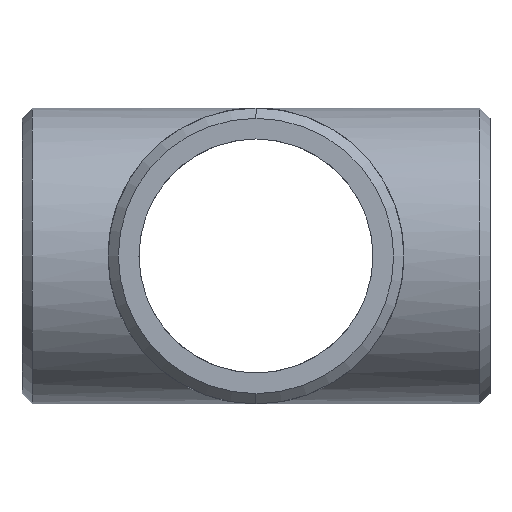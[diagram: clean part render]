
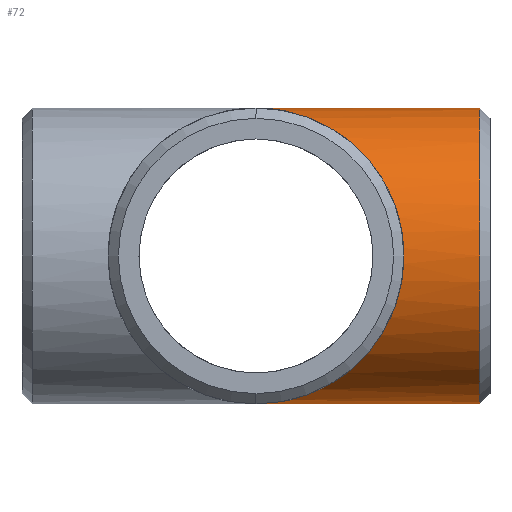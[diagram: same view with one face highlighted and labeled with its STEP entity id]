
A CAD part, left-side view. The second image highlights one B-rep face of the part: STEP entity #72.
In plain terms, the highlighted cylindrical face has radius 136.525 mm (diameter 273.05 mm), a partial arc.
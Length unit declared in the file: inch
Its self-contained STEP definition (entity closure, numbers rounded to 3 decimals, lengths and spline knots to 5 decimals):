
#17 = DIRECTION ( 'NONE',  ( 0., 0., -1. ) ) ;
#23 = ORIENTED_EDGE ( 'NONE', *, *, #255, .F. ) ;
#40 = CARTESIAN_POINT ( 'NONE',  ( -10.75, -10.75, 5.375 ) ) ;
#72 = ADVANCED_FACE ( 'NONE', ( #678 ), #550, .T. ) ;
#74 = CARTESIAN_POINT ( 'NONE',  ( 0., -8.125, 0. ) ) ;
#97 = VERTEX_POINT ( 'NONE', #395 ) ;
#109 = CIRCLE ( 'NONE', #362, 5.375 ) ;
#118 = DIRECTION ( 'NONE',  ( 0., 1., 0. ) ) ;
#174 = VECTOR ( 'NONE', #488, 39.37008 ) ;
#209 = ORIENTED_EDGE ( 'NONE', *, *, #535, .T. ) ;
#250 = CARTESIAN_POINT ( 'NONE',  ( 0., -8.125, 5.375 ) ) ;
#255 = EDGE_CURVE ( 'NONE', #97, #527, #274, .T. ) ;
#266 = AXIS2_PLACEMENT_3D ( 'NONE', #799, #118, #613 ) ;
#274 =( BOUNDED_CURVE ( )  B_SPLINE_CURVE ( 3, ( #723, #485, #40, #683 ),
 .UNSPECIFIED., .F., .T. ) 
 B_SPLINE_CURVE_WITH_KNOTS ( ( 4, 4 ),
 ( 4.71239, 7.85398 ),
 .UNSPECIFIED. ) 
 CURVE ( )  GEOMETRIC_REPRESENTATION_ITEM ( )  RATIONAL_B_SPLINE_CURVE ( ( 1., 0.333, 0.333, 1. ) ) 
 REPRESENTATION_ITEM ( '' )  );
#307 = CARTESIAN_POINT ( 'NONE',  ( 0., -8.125, -5.375 ) ) ;
#347 = VERTEX_POINT ( 'NONE', #250 ) ;
#362 = AXIS2_PLACEMENT_3D ( 'NONE', #74, #578, #17 ) ;
#369 = ORIENTED_EDGE ( 'NONE', *, *, #703, .T. ) ;
#395 = CARTESIAN_POINT ( 'NONE',  ( 0., 0., -5.375 ) ) ;
#422 = LINE ( 'NONE', #552, #697 ) ;
#485 = CARTESIAN_POINT ( 'NONE',  ( -10.75, -10.75, -5.375 ) ) ;
#488 = DIRECTION ( 'NONE',  ( 0., 1., 0. ) ) ;
#527 = VERTEX_POINT ( 'NONE', #576 ) ;
#530 = LINE ( 'NONE', #669, #174 ) ;
#535 = EDGE_CURVE ( 'NONE', #724, #347, #109, .T. ) ;
#542 = ORIENTED_EDGE ( 'NONE', *, *, #694, .F. ) ;
#550 = CYLINDRICAL_SURFACE ( 'NONE', #266, 5.375 ) ;
#552 = CARTESIAN_POINT ( 'NONE',  ( 0., -8.5, -5.375 ) ) ;
#576 = CARTESIAN_POINT ( 'NONE',  ( 0., 0., 5.375 ) ) ;
#578 = DIRECTION ( 'NONE',  ( 0., 1., 0. ) ) ;
#587 = EDGE_LOOP ( 'NONE', ( #209, #369, #23, #542 ) ) ;
#613 = DIRECTION ( 'NONE',  ( 0., 0., -1. ) ) ;
#669 = CARTESIAN_POINT ( 'NONE',  ( 0., -8.5, 5.375 ) ) ;
#678 = FACE_OUTER_BOUND ( 'NONE', #587, .T. ) ;
#683 = CARTESIAN_POINT ( 'NONE',  ( 0., 0., 5.375 ) ) ;
#694 = EDGE_CURVE ( 'NONE', #724, #97, #422, .T. ) ;
#697 = VECTOR ( 'NONE', #792, 39.37008 ) ;
#703 = EDGE_CURVE ( 'NONE', #347, #527, #530, .T. ) ;
#723 = CARTESIAN_POINT ( 'NONE',  ( 0., 0., -5.375 ) ) ;
#724 = VERTEX_POINT ( 'NONE', #307 ) ;
#792 = DIRECTION ( 'NONE',  ( 0., 1., 0. ) ) ;
#799 = CARTESIAN_POINT ( 'NONE',  ( 0., -8.5, 0. ) ) ;
